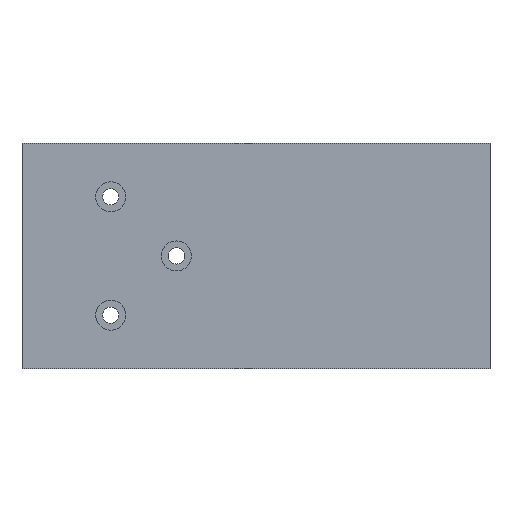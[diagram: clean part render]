
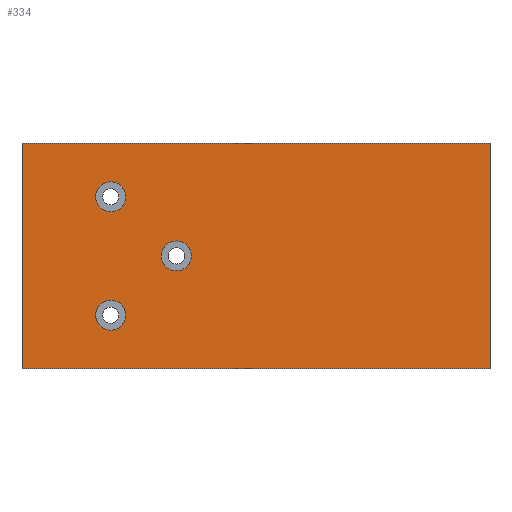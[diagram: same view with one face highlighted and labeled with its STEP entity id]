
A CAD part, top view. The second image highlights one B-rep face of the part: STEP entity #334.
In plain terms, the highlighted planar face has unit normal (0, 0, 1).
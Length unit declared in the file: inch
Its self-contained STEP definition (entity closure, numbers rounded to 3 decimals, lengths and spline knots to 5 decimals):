
#27=FACE_BOUND('',#86,.T.);
#28=FACE_BOUND('',#87,.T.);
#29=FACE_BOUND('',#88,.T.);
#35=CIRCLE('',#362,0.2);
#38=CIRCLE('',#368,0.2);
#41=CIRCLE('',#374,0.2);
#60=FACE_OUTER_BOUND('',#85,.T.);
#85=EDGE_LOOP('',(#296,#297,#298,#299));
#86=EDGE_LOOP('',(#300));
#87=EDGE_LOOP('',(#301));
#88=EDGE_LOOP('',(#302));
#92=LINE('',#484,#122);
#114=LINE('',#555,#144);
#116=LINE('',#559,#146);
#118=LINE('',#562,#148);
#122=VECTOR('',#387,0.3937);
#144=VECTOR('',#463,0.3937);
#146=VECTOR('',#467,0.3937);
#148=VECTOR('',#471,0.3937);
#152=VERTEX_POINT('',#481);
#153=VERTEX_POINT('',#483);
#168=VERTEX_POINT('',#526);
#171=VERTEX_POINT('',#537);
#174=VERTEX_POINT('',#548);
#175=VERTEX_POINT('',#554);
#176=VERTEX_POINT('',#558);
#180=EDGE_CURVE('',#152,#153,#92,.F.);
#201=EDGE_CURVE('',#168,#168,#35,.T.);
#206=EDGE_CURVE('',#171,#171,#38,.T.);
#211=EDGE_CURVE('',#174,#174,#41,.T.);
#214=EDGE_CURVE('',#175,#153,#114,.T.);
#216=EDGE_CURVE('',#176,#175,#116,.T.);
#218=EDGE_CURVE('',#176,#152,#118,.T.);
#296=ORIENTED_EDGE('',*,*,#218,.F.);
#297=ORIENTED_EDGE('',*,*,#216,.T.);
#298=ORIENTED_EDGE('',*,*,#214,.T.);
#299=ORIENTED_EDGE('',*,*,#180,.F.);
#300=ORIENTED_EDGE('',*,*,#201,.T.);
#301=ORIENTED_EDGE('',*,*,#206,.T.);
#302=ORIENTED_EDGE('',*,*,#211,.T.);
#315=PLANE('',#379);
#334=ADVANCED_FACE('',(#60,#27,#28,#29),#315,.T.);
#362=AXIS2_PLACEMENT_3D('',#527,#427,#428);
#368=AXIS2_PLACEMENT_3D('',#538,#441,#442);
#374=AXIS2_PLACEMENT_3D('',#549,#455,#456);
#379=AXIS2_PLACEMENT_3D('',#563,#472,#473);
#387=DIRECTION('',(0.,-1.,0.));
#427=DIRECTION('center_axis',(0.,0.,-1.));
#428=DIRECTION('ref_axis',(1.,0.,0.));
#441=DIRECTION('center_axis',(0.,0.,-1.));
#442=DIRECTION('ref_axis',(1.,0.,0.));
#455=DIRECTION('center_axis',(0.,0.,-1.));
#456=DIRECTION('ref_axis',(1.,0.,0.));
#463=DIRECTION('',(-1.,0.,0.));
#467=DIRECTION('',(0.,1.,0.));
#471=DIRECTION('',(-1.,0.,0.));
#472=DIRECTION('center_axis',(0.,0.,1.));
#473=DIRECTION('ref_axis',(1.,0.,0.));
#481=CARTESIAN_POINT('',(-2.7305,-1.5,0.25));
#483=CARTESIAN_POINT('',(-2.7305,1.5,0.25));
#484=CARTESIAN_POINT('',(-2.7305,-0.75,0.25));
#526=CARTESIAN_POINT('',(-1.7495,0.7875,0.25));
#527=CARTESIAN_POINT('Origin',(-1.5495,0.7875,0.25));
#537=CARTESIAN_POINT('',(-1.7495,-0.7875,0.25));
#538=CARTESIAN_POINT('Origin',(-1.5495,-0.7875,0.25));
#548=CARTESIAN_POINT('',(-0.8745,0.,0.25));
#549=CARTESIAN_POINT('Origin',(-0.6745,0.,
0.25));
#554=CARTESIAN_POINT('',(3.5,1.5,0.25));
#555=CARTESIAN_POINT('',(-2.5,1.5,0.25));
#558=CARTESIAN_POINT('',(3.5,-1.5,0.25));
#559=CARTESIAN_POINT('',(3.5,1.5,0.25));
#562=CARTESIAN_POINT('',(-2.5,-1.5,0.25));
#563=CARTESIAN_POINT('Origin',(0.5,0.,0.25));
